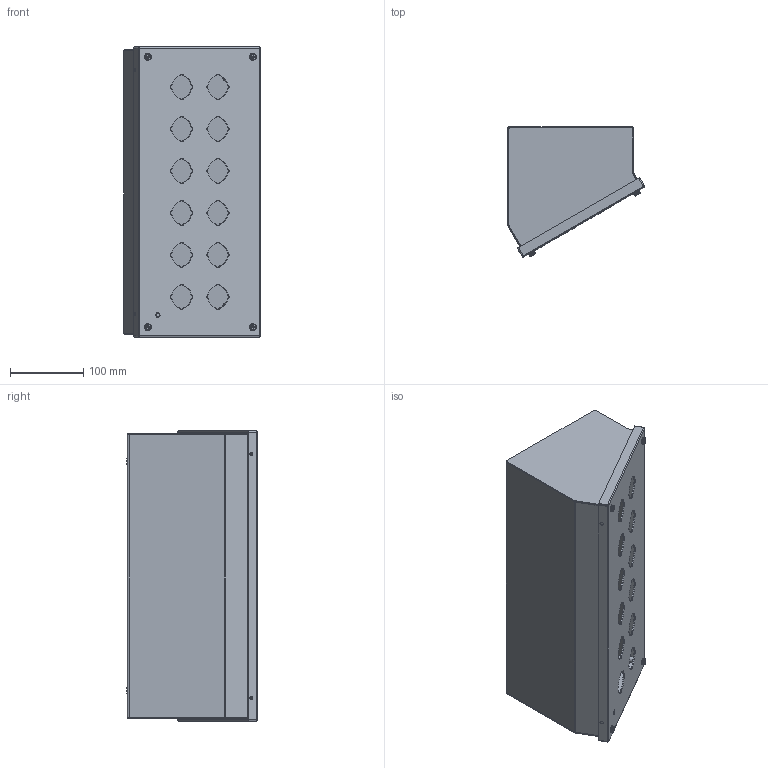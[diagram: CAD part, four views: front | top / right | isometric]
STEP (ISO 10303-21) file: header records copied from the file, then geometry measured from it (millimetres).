
FILE_DESCRIPTION (( 'STEP AP214' ), '1' );
FILE_NAME ('SCE-12PBA.STEP', '2021-01-16T15:42:02', ( '' ), ( '' ), 'SwSTEP 2.0', 'SolidWorks 2019', '' );
FILE_SCHEMA (( 'AUTOMOTIVE_DESIGN' ));
Length unit declared in the file: inch
Products named in the file (1): SCE-12PBA
Bounding box: 186.57 x 177.23 x 395.29 mm (x, y, z)
Volume: 556072.9 mm3; surface area: 717117.8 mm2
Topology: 28 solids, 28 shells, 998 faces, 2655 edges, 1588 vertices
Faces by surface type: cylinder 399, plane 341, bspline 220, cone 30, sphere 8
Full cylindrical faces by diameter (mm): 3.708 x4, 4.762 x2, 4.763 x2, 4.775 x9, 4.826 x9, 4.902 x1, 5.537 x2, 5.588 x4, 6.35 x12, 6.502 x1, 6.604 x4, 6.756 x4, 6.858 x4, 7.112 x5, 7.137 x4, 7.417 x8, 8.052 x4, 8.484 x4, 8.636 x4, 9.195 x4, 9.474 x4
Entity records: 47929 total; most frequent: CARTESIAN_POINT 12449, ORIENTED_EDGE 4532, DIRECTION 4340, EDGE_CURVE 2266, AXIS2_PLACEMENT_3D 1675, VERTEX_POINT 1516, EDGE_LOOP 1278, FACE_OUTER_BOUND 1133
